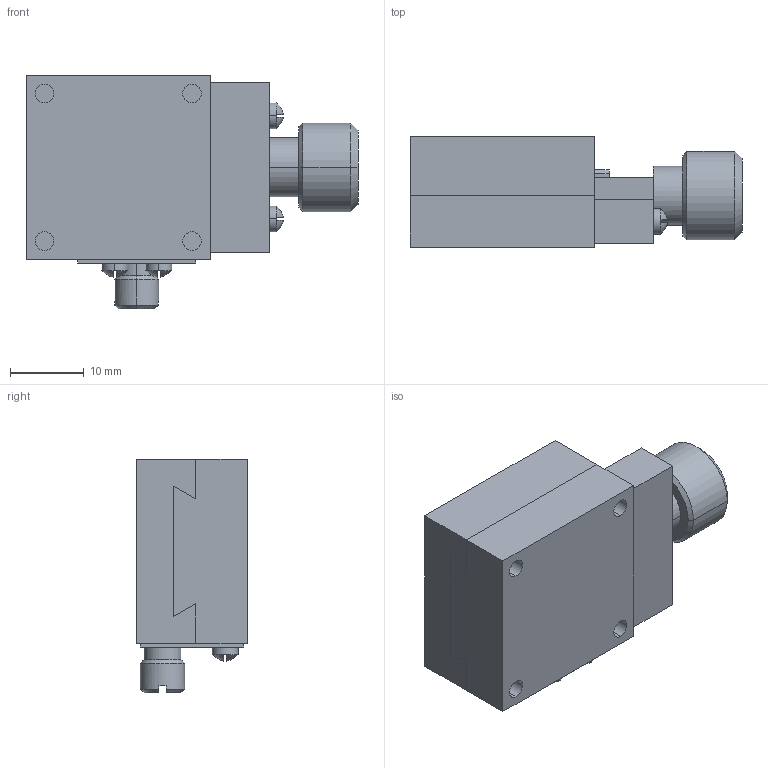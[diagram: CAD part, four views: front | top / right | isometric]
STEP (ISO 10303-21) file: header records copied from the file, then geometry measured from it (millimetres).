
FILE_DESCRIPTION( ( '' ), '1' );
FILE_NAME( 'XEG25.stp', '2020-11-08T12:12:14', ( '' ), ( '' ), ' ', ' ', ' ' );
FILE_SCHEMA( ( 'CONFIG_CONTROL_DESIGN' ) );
Length unit declared in the file: millimetre
Products named in the file (2): 1; 2
Bounding box: 45 x 15 x 31.7 mm (x, y, z)
Volume: 11869.1 mm3; surface area: 6444.9 mm2
Topology: 2 solids, 2 shells, 199 faces, 474 edges, 284 vertices
Faces by surface type: plane 93, cylinder 52, cone 38, torus 16
Entity records: 6070 total; most frequent: CARTESIAN_POINT 1371, DIRECTION 994, ORIENTED_EDGE 924, EDGE_CURVE 462, AXIS2_PLACEMENT_3D 367, VERTEX_POINT 284, LINE 260, VECTOR 260
